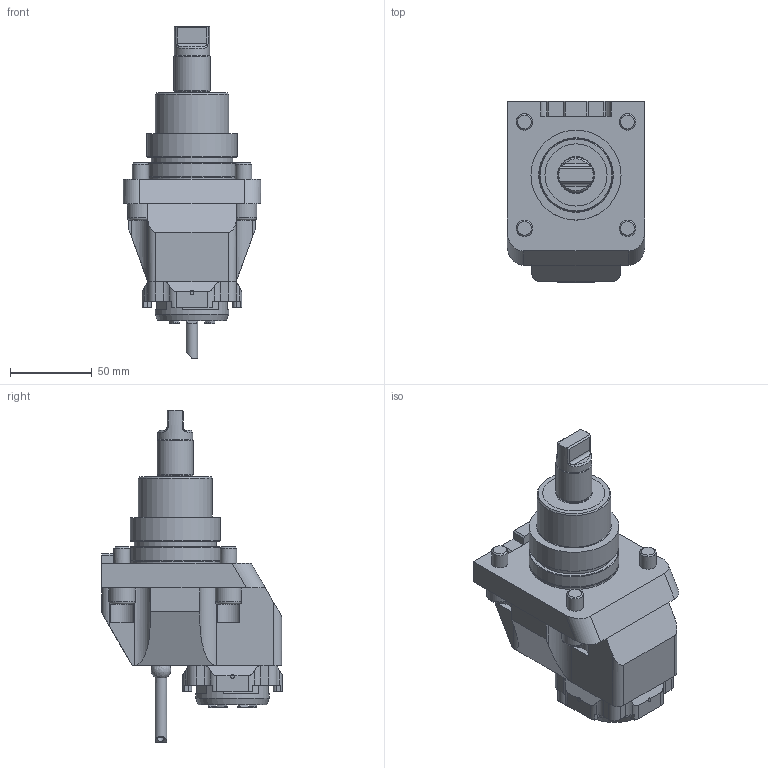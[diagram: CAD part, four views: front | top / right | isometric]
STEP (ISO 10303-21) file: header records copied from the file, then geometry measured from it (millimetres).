
FILE_DESCRIPTION (( 'STEP AP214' ), '1' );
FILE_NAME ('RAPPDH25I121UB5535.STEP', '2026-01-28T10:26:53', ( '' ), ( '' ), 'SwSTEP 2.0', 'SolidWorks 2023', '' );
FILE_SCHEMA (( 'AUTOMOTIVE_DESIGN' ));
Length unit declared in the file: millimetre
Products named in the file (1): RAPPDH25I121UB5535
Bounding box: 84 x 110.5 x 202.88 mm (x, y, z)
Volume: 592015.5 mm3; surface area: 64178.1 mm2
Topology: 1 solids, 1 shells, 666 faces, 1721 edges, 1129 vertices
Faces by surface type: plane 390, cylinder 121, bspline 119, cone 29, torus 6, sphere 1
Full cylindrical faces by diameter (mm): 1.7 x1, 2.1 x1, 4 x1, 6.366 x1, 7 x1, 10 x4, 16 x4, 21.5 x1, 22 x1, 42 x1, 45 x2, 46 x1, 46.2 x1, 50 x2, 50.2 x1, 54.6 x1, 55 x2
Entity records: 30300 total; most frequent: CARTESIAN_POINT 11152, ORIENTED_EDGE 3308, DIRECTION 2715, EDGE_CURVE 1654, VERTEX_POINT 1111, LINE 1079, VECTOR 1079, AXIS2_PLACEMENT_3D 818
